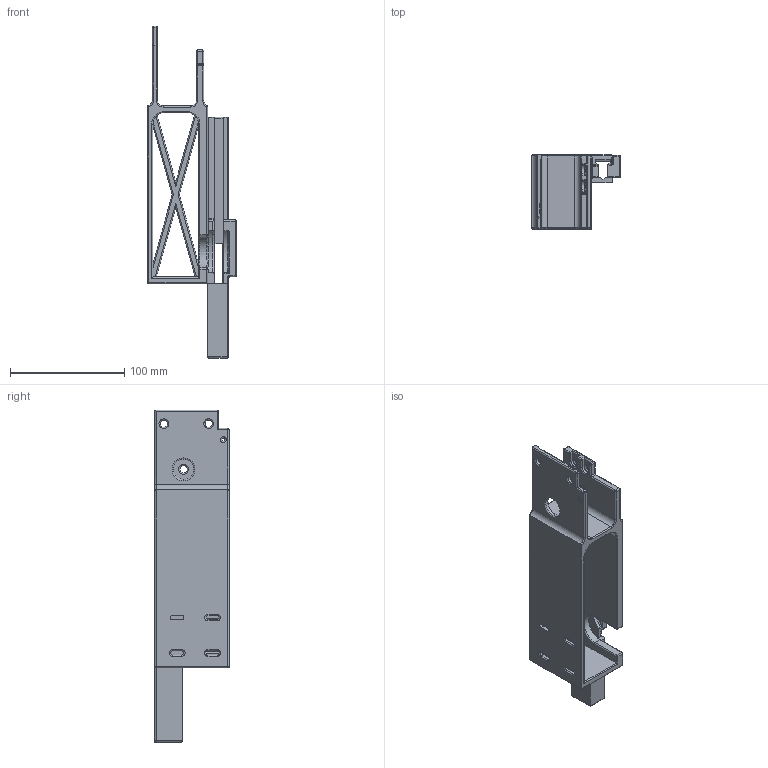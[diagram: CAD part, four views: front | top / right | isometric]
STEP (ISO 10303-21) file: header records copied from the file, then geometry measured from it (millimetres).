
FILE_DESCRIPTION(/* description */ (''),/* implementation_level */ '2;1');
FILE_NAME(/* name */ '01_Z_Mounting.stp',/* time_stamp */ '2024-06-04T16:05:22+02:00',/* author */ ('JN'),/* organization */ (''),/* preprocessor_version */ 'ST-DEVELOPER v18.1',/* originating_system */ 'Autodesk Inventor 2022',/* authorisation */ '');
FILE_SCHEMA (('AUTOMOTIVE_DESIGN { 1 0 10303 214 3 1 1 }'));
Length unit declared in the file: millimetre
Products named in the file (1): casing_zaxis
Bounding box: 77.7 x 65 x 291 mm (x, y, z)
Volume: 246063.7 mm3; surface area: 93487.6 mm2
Topology: 1 solids, 1 shells, 332 faces, 789 edges, 449 vertices
Faces by surface type: cylinder 161, plane 79, torus 55, sphere 31, bspline 6
Full cylindrical faces by diameter (mm): 3 x1, 4.6 x2, 5 x2, 6.5 x3, 11 x1, 18 x1
Entity records: 9762 total; most frequent: CARTESIAN_POINT 1864, DIRECTION 1790, ORIENTED_EDGE 1570, EDGE_CURVE 785, AXIS2_PLACEMENT_3D 697, VERTEX_POINT 449, LINE 396, VECTOR 396
